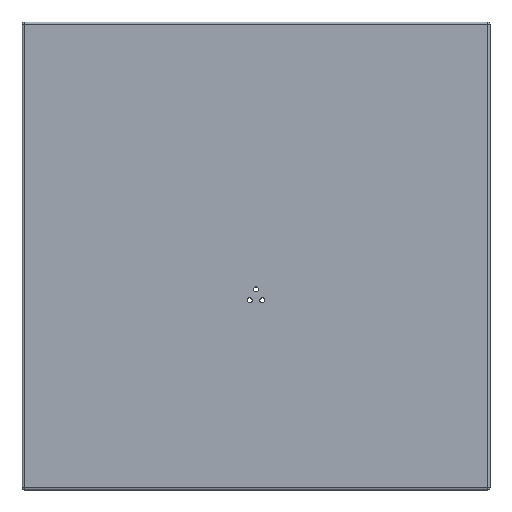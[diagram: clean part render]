
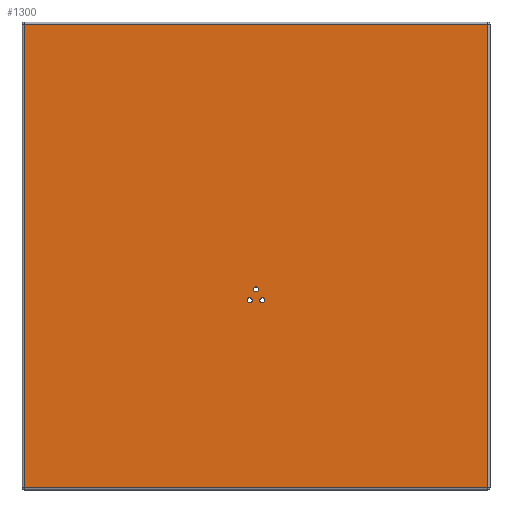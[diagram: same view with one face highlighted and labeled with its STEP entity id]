
A CAD part, front view. The second image highlights one B-rep face of the part: STEP entity #1300.
In plain terms, the highlighted planar face has unit normal (0, -1, 0).
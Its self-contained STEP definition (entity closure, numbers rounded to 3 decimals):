
#6 = DIRECTION ( 'NONE',  ( 0., 1., 0. ) ) ;
#17 = CARTESIAN_POINT ( 'NONE',  ( 7.5, 0., -52.99 ) ) ;
#38 = DIRECTION ( 'NONE',  ( 0., 1., 0. ) ) ;
#47 = CIRCLE ( 'NONE', #822, 3. ) ;
#71 = VERTEX_POINT ( 'NONE', #618 ) ;
#80 = ORIENTED_EDGE ( 'NONE', *, *, #917, .T. ) ;
#87 = DIRECTION ( 'NONE',  ( -1., 0., 0. ) ) ;
#89 = ORIENTED_EDGE ( 'NONE', *, *, #438, .T. ) ;
#94 = EDGE_CURVE ( 'NONE', #359, #552, #1215, .T. ) ;
#114 = VERTEX_POINT ( 'NONE', #432 ) ;
#123 = DIRECTION ( 'NONE',  ( 0., 1., 0. ) ) ;
#126 = DIRECTION ( 'NONE',  ( 0., 1., 0. ) ) ;
#139 = CARTESIAN_POINT ( 'NONE',  ( -7.5, 0., -52.99 ) ) ;
#170 = AXIS2_PLACEMENT_3D ( 'NONE', #815, #6, #907 ) ;
#172 = LINE ( 'NONE', #1299, #1032 ) ;
#211 = CARTESIAN_POINT ( 'NONE',  ( -7.5, 0., -55.99 ) ) ;
#212 = EDGE_CURVE ( 'NONE', #71, #276, #172, .T. ) ;
#252 = ORIENTED_EDGE ( 'NONE', *, *, #1037, .T. ) ;
#264 = EDGE_LOOP ( 'NONE', ( #252, #1263 ) ) ;
#271 = CIRCLE ( 'NONE', #1017, 3. ) ;
#276 = VERTEX_POINT ( 'NONE', #976 ) ;
#280 = CARTESIAN_POINT ( 'NONE',  ( 7.5, 0., -55.99 ) ) ;
#285 = EDGE_CURVE ( 'NONE', #276, #114, #1289, .T. ) ;
#287 = AXIS2_PLACEMENT_3D ( 'NONE', #17, #38, #1267 ) ;
#288 = VERTEX_POINT ( 'NONE', #461 ) ;
#299 = CARTESIAN_POINT ( 'NONE',  ( 0., 0., -37. ) ) ;
#306 = FACE_BOUND ( 'NONE', #264, .T. ) ;
#329 = AXIS2_PLACEMENT_3D ( 'NONE', #897, #354, #988 ) ;
#354 = DIRECTION ( 'NONE',  ( 0., 1., 0. ) ) ;
#358 = EDGE_CURVE ( 'NONE', #1313, #491, #621, .T. ) ;
#359 = VERTEX_POINT ( 'NONE', #280 ) ;
#396 = FACE_BOUND ( 'NONE', #1192, .T. ) ;
#414 = AXIS2_PLACEMENT_3D ( 'NONE', #139, #123, #937 ) ;
#420 = EDGE_CURVE ( 'NONE', #114, #1054, #1095, .T. ) ;
#432 = CARTESIAN_POINT ( 'NONE',  ( 277.5, 0., -277.5 ) ) ;
#438 = EDGE_CURVE ( 'NONE', #491, #1313, #911, .T. ) ;
#449 = EDGE_CURVE ( 'NONE', #1054, #71, #1301, .T. ) ;
#457 = VECTOR ( 'NONE', #747, 1000. ) ;
#461 = CARTESIAN_POINT ( 'NONE',  ( -7.5, 0., -49.99 ) ) ;
#462 = CARTESIAN_POINT ( 'NONE',  ( 277.5, 0., 0. ) ) ;
#486 = EDGE_LOOP ( 'NONE', ( #1247, #89 ) ) ;
#489 = CARTESIAN_POINT ( 'NONE',  ( 0., 0., 277.5 ) ) ;
#491 = VERTEX_POINT ( 'NONE', #1065 ) ;
#495 = ORIENTED_EDGE ( 'NONE', *, *, #285, .T. ) ;
#499 = PLANE ( 'NONE',  #170 ) ;
#504 = VECTOR ( 'NONE', #1104, 1000. ) ;
#552 = VERTEX_POINT ( 'NONE', #1273 ) ;
#569 = DIRECTION ( 'NONE',  ( 0., 0., 1. ) ) ;
#577 = EDGE_CURVE ( 'NONE', #1001, #288, #994, .T. ) ;
#579 = AXIS2_PLACEMENT_3D ( 'NONE', #697, #1307, #569 ) ;
#618 = CARTESIAN_POINT ( 'NONE',  ( -277.5, 0., 277.5 ) ) ;
#621 = CIRCLE ( 'NONE', #579, 3. ) ;
#679 = EDGE_LOOP ( 'NONE', ( #1030, #495, #1193, #902 ) ) ;
#697 = CARTESIAN_POINT ( 'NONE',  ( 0., 0., -40. ) ) ;
#743 = DIRECTION ( 'NONE',  ( 0., 0., 1. ) ) ;
#747 = DIRECTION ( 'NONE',  ( 1., 0., 0. ) ) ;
#767 = DIRECTION ( 'NONE',  ( 0., 0., -1. ) ) ;
#809 = FACE_OUTER_BOUND ( 'NONE', #679, .T. ) ;
#815 = CARTESIAN_POINT ( 'NONE',  ( 0., 0., 0. ) ) ;
#822 = AXIS2_PLACEMENT_3D ( 'NONE', #910, #825, #931 ) ;
#825 = DIRECTION ( 'NONE',  ( 0., 1., 0. ) ) ;
#851 = CARTESIAN_POINT ( 'NONE',  ( 7.5, 0., -52.99 ) ) ;
#857 = CARTESIAN_POINT ( 'NONE',  ( 0., 0., -277.5 ) ) ;
#897 = CARTESIAN_POINT ( 'NONE',  ( 0., 0., -40. ) ) ;
#902 = ORIENTED_EDGE ( 'NONE', *, *, #449, .T. ) ;
#907 = DIRECTION ( 'NONE',  ( 0., 0., 1. ) ) ;
#910 = CARTESIAN_POINT ( 'NONE',  ( -7.5, 0., -52.99 ) ) ;
#911 = CIRCLE ( 'NONE', #329, 3. ) ;
#917 = EDGE_CURVE ( 'NONE', #552, #359, #271, .T. ) ;
#931 = DIRECTION ( 'NONE',  ( 0., 0., 1. ) ) ;
#937 = DIRECTION ( 'NONE',  ( 0., 0., 1. ) ) ;
#960 = ORIENTED_EDGE ( 'NONE', *, *, #94, .T. ) ;
#976 = CARTESIAN_POINT ( 'NONE',  ( -277.5, 0., -277.5 ) ) ;
#988 = DIRECTION ( 'NONE',  ( 0., 0., 1. ) ) ;
#994 = CIRCLE ( 'NONE', #414, 3. ) ;
#1001 = VERTEX_POINT ( 'NONE', #211 ) ;
#1017 = AXIS2_PLACEMENT_3D ( 'NONE', #851, #126, #743 ) ;
#1030 = ORIENTED_EDGE ( 'NONE', *, *, #212, .T. ) ;
#1032 = VECTOR ( 'NONE', #767, 1000. ) ;
#1037 = EDGE_CURVE ( 'NONE', #288, #1001, #47, .T. ) ;
#1054 = VERTEX_POINT ( 'NONE', #1244 ) ;
#1065 = CARTESIAN_POINT ( 'NONE',  ( 0., 0., -43. ) ) ;
#1088 = VECTOR ( 'NONE', #87, 1000. ) ;
#1095 = LINE ( 'NONE', #462, #504 ) ;
#1104 = DIRECTION ( 'NONE',  ( 0., 0., 1. ) ) ;
#1192 = EDGE_LOOP ( 'NONE', ( #80, #960 ) ) ;
#1193 = ORIENTED_EDGE ( 'NONE', *, *, #420, .T. ) ;
#1215 = CIRCLE ( 'NONE', #287, 3. ) ;
#1231 = FACE_BOUND ( 'NONE', #486, .T. ) ;
#1244 = CARTESIAN_POINT ( 'NONE',  ( 277.5, 0., 277.5 ) ) ;
#1247 = ORIENTED_EDGE ( 'NONE', *, *, #358, .T. ) ;
#1263 = ORIENTED_EDGE ( 'NONE', *, *, #577, .T. ) ;
#1267 = DIRECTION ( 'NONE',  ( 0., 0., 1. ) ) ;
#1273 = CARTESIAN_POINT ( 'NONE',  ( 7.5, 0., -49.99 ) ) ;
#1289 = LINE ( 'NONE', #857, #457 ) ;
#1299 = CARTESIAN_POINT ( 'NONE',  ( -277.5, 0., 0. ) ) ;
#1300 = ADVANCED_FACE ( 'NONE', ( #809, #396, #1231, #306 ), #499, .F. ) ;
#1301 = LINE ( 'NONE', #489, #1088 ) ;
#1307 = DIRECTION ( 'NONE',  ( 0., 1., 0. ) ) ;
#1313 = VERTEX_POINT ( 'NONE', #299 ) ;
